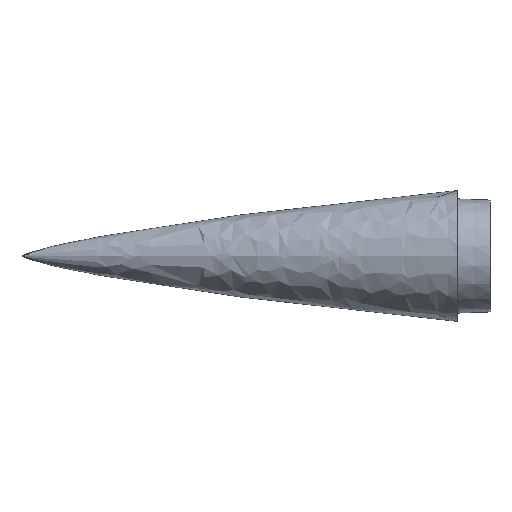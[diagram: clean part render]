
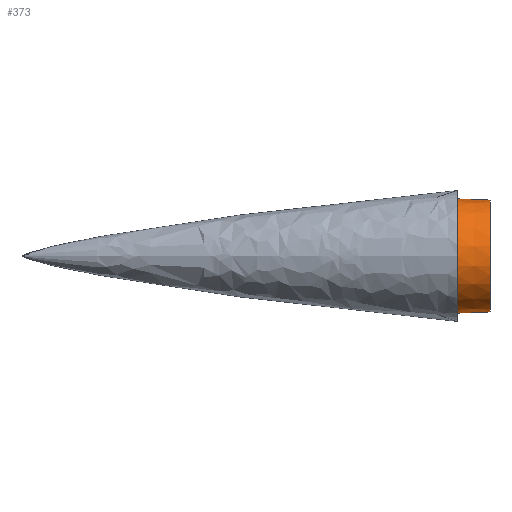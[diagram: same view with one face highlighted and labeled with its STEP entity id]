
A CAD part, top view. The second image highlights one B-rep face of the part: STEP entity #373.
In plain terms, the highlighted conical face has half-angle 2 degrees and reference radius 26.219 mm.
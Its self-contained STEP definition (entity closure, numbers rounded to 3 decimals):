
#26 = VECTOR ( 'NONE', #63, 1000. ) ;
#47 = CIRCLE ( 'NONE', #102, 26.219 ) ;
#63 = DIRECTION ( 'NONE',  ( -0.999, -0.035, 0. ) ) ;
#64 = DIRECTION ( 'NONE',  ( 0., 1., 0. ) ) ;
#70 = CARTESIAN_POINT ( 'NONE',  ( -195., -25.695, 0. ) ) ;
#91 = DIRECTION ( 'NONE',  ( -1., 0., 0. ) ) ;
#102 = AXIS2_PLACEMENT_3D ( 'NONE', #459, #545, #278 ) ;
#114 = ORIENTED_EDGE ( 'NONE', *, *, #222, .F. ) ;
#131 = CARTESIAN_POINT ( 'NONE',  ( -210., 0., 0. ) ) ;
#132 = DIRECTION ( 'NONE',  ( -0.999, 0.035, 0. ) ) ;
#138 = AXIS2_PLACEMENT_3D ( 'NONE', #131, #91, #64 ) ;
#139 = EDGE_CURVE ( 'NONE', #345, #389, #188, .T. ) ;
#143 = LINE ( 'NONE', #279, #26 ) ;
#188 = LINE ( 'NONE', #224, #497 ) ;
#193 = DIRECTION ( 'NONE',  ( 0., 1., 0. ) ) ;
#195 = CARTESIAN_POINT ( 'NONE',  ( -210., 26.219, 0. ) ) ;
#222 = EDGE_CURVE ( 'NONE', #345, #517, #383, .T. ) ;
#224 = CARTESIAN_POINT ( 'NONE',  ( -210., 26.219, 0. ) ) ;
#234 = VERTEX_POINT ( 'NONE', #463 ) ;
#278 = DIRECTION ( 'NONE',  ( 0., 1., 0. ) ) ;
#279 = CARTESIAN_POINT ( 'NONE',  ( -210., -26.219, 0. ) ) ;
#297 = EDGE_LOOP ( 'NONE', ( #509, #114, #431, #481 ) ) ;
#310 = CARTESIAN_POINT ( 'NONE',  ( -195., 0., 0. ) ) ;
#312 = EDGE_CURVE ( 'NONE', #517, #234, #143, .T. ) ;
#315 = CARTESIAN_POINT ( 'NONE',  ( -195., 25.695, 0. ) ) ;
#345 = VERTEX_POINT ( 'NONE', #315 ) ;
#348 = FACE_OUTER_BOUND ( 'NONE', #297, .T. ) ;
#373 = ADVANCED_FACE ( 'NONE', ( #348 ), #564, .T. ) ;
#383 = CIRCLE ( 'NONE', #413, 25.695 ) ;
#389 = VERTEX_POINT ( 'NONE', #195 ) ;
#406 = DIRECTION ( 'NONE',  ( 1., 0., 0. ) ) ;
#410 = EDGE_CURVE ( 'NONE', #389, #234, #47, .T. ) ;
#413 = AXIS2_PLACEMENT_3D ( 'NONE', #310, #406, #193 ) ;
#431 = ORIENTED_EDGE ( 'NONE', *, *, #139, .T. ) ;
#459 = CARTESIAN_POINT ( 'NONE',  ( -210., 0., 0. ) ) ;
#463 = CARTESIAN_POINT ( 'NONE',  ( -210., -26.219, 0. ) ) ;
#481 = ORIENTED_EDGE ( 'NONE', *, *, #410, .T. ) ;
#497 = VECTOR ( 'NONE', #132, 1000. ) ;
#509 = ORIENTED_EDGE ( 'NONE', *, *, #312, .F. ) ;
#517 = VERTEX_POINT ( 'NONE', #70 ) ;
#545 = DIRECTION ( 'NONE',  ( 1., 0., 0. ) ) ;
#564 = CONICAL_SURFACE ( 'NONE', #138, 26.219, 0.035 ) ;
